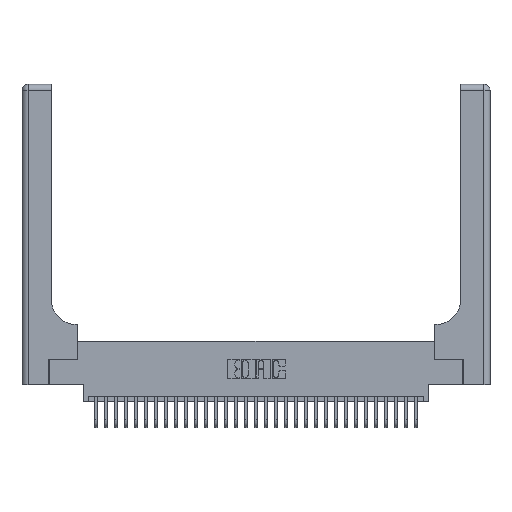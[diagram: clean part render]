
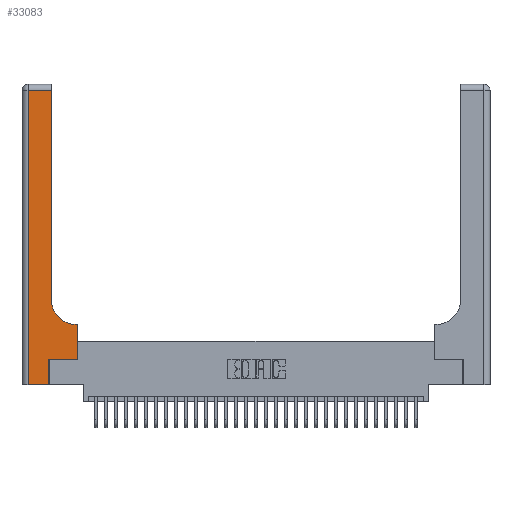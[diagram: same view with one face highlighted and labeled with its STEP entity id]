
A CAD part, top view. The second image highlights one B-rep face of the part: STEP entity #33083.
In plain terms, the highlighted planar face has unit normal (0, 0, 1).
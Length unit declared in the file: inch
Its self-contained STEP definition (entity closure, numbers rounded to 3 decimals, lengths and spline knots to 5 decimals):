
#133 = EDGE_CURVE ( 'NONE', #20820, #16120, #11469, .T. ) ;
#745 = CARTESIAN_POINT ( 'NONE',  ( 0.5415, 0.85, 0.37 ) ) ;
#1366 = CARTESIAN_POINT ( 'NONE',  ( 0.269, 0., 0.37 ) ) ;
#1840 = AXIS2_PLACEMENT_3D ( 'NONE', #745, #19132, #3413 ) ;
#2253 = CARTESIAN_POINT ( 'NONE',  ( 0.5585, 0.6, 0.37 ) ) ;
#2822 = DIRECTION ( 'NONE',  ( 1., 0., 0. ) ) ;
#2826 = CARTESIAN_POINT ( 'NONE',  ( 0.269, 0.25, 0.37 ) ) ;
#2983 = PLANE ( 'NONE',  #21281 ) ;
#3413 = DIRECTION ( 'NONE',  ( 1., 0., 0. ) ) ;
#3891 = VECTOR ( 'NONE', #2822, 39.37008 ) ;
#5472 = CARTESIAN_POINT ( 'NONE',  ( 0.269, 0.25, 0.37 ) ) ;
#5719 = VERTEX_POINT ( 'NONE', #22039 ) ;
#5820 = CARTESIAN_POINT ( 'NONE',  ( 0.2915, 2.94, 0.37 ) ) ;
#5989 = FACE_OUTER_BOUND ( 'NONE', #21430, .T. ) ;
#6052 = VERTEX_POINT ( 'NONE', #5820 ) ;
#7939 = DIRECTION ( 'NONE',  ( 0., 1., 0. ) ) ;
#8221 = ORIENTED_EDGE ( 'NONE', *, *, #133, .T. ) ;
#8237 = VERTEX_POINT ( 'NONE', #20037 ) ;
#8312 = DIRECTION ( 'NONE',  ( 0., 0., -1. ) ) ;
#10136 = VECTOR ( 'NONE', #31364, 39.37008 ) ;
#10658 = LINE ( 'NONE', #33747, #24598 ) ;
#10857 = CARTESIAN_POINT ( 'NONE',  ( 0., 3., 0.37 ) ) ;
#11270 = EDGE_CURVE ( 'NONE', #22525, #19890, #17866, .T. ) ;
#11469 = LINE ( 'NONE', #19488, #32450 ) ;
#11612 = CARTESIAN_POINT ( 'NONE',  ( 0.06, 0., 0.37 ) ) ;
#11821 = VECTOR ( 'NONE', #23420, 39.37008 ) ;
#11828 = DIRECTION ( 'NONE',  ( 1., 0., 0. ) ) ;
#11857 = VECTOR ( 'NONE', #7939, 39.37008 ) ;
#12954 = VERTEX_POINT ( 'NONE', #2253 ) ;
#12962 = CARTESIAN_POINT ( 'NONE',  ( 0.06, 3., 0.37 ) ) ;
#13552 = ORIENTED_EDGE ( 'NONE', *, *, #32256, .T. ) ;
#15016 = EDGE_CURVE ( 'NONE', #16120, #22525, #16842, .T. ) ;
#15158 = CIRCLE ( 'NONE', #1840, 0.25 ) ;
#15215 = DIRECTION ( 'NONE',  ( 0., 1., 0. ) ) ;
#15516 = EDGE_CURVE ( 'NONE', #5719, #8237, #15158, .T. ) ;
#15828 = CARTESIAN_POINT ( 'NONE',  ( 0.5585, 0.25, 0.37 ) ) ;
#15914 = EDGE_CURVE ( 'NONE', #8237, #6052, #10658, .T. ) ;
#16120 = VERTEX_POINT ( 'NONE', #18750 ) ;
#16256 = LINE ( 'NONE', #12962, #10136 ) ;
#16834 = ORIENTED_EDGE ( 'NONE', *, *, #11270, .T. ) ;
#16842 = LINE ( 'NONE', #1366, #29175 ) ;
#17866 = LINE ( 'NONE', #5472, #3891 ) ;
#18329 = DIRECTION ( 'NONE',  ( -1., 0., 0. ) ) ;
#18750 = CARTESIAN_POINT ( 'NONE',  ( 0.269, 0., 0.37 ) ) ;
#19132 = DIRECTION ( 'NONE',  ( 0., 0., -1. ) ) ;
#19293 = ORIENTED_EDGE ( 'NONE', *, *, #22480, .T. ) ;
#19488 = CARTESIAN_POINT ( 'NONE',  ( 0., 0., 0.37 ) ) ;
#19870 = DIRECTION ( 'NONE',  ( 0., 1., 0. ) ) ;
#19890 = VERTEX_POINT ( 'NONE', #24253 ) ;
#20037 = CARTESIAN_POINT ( 'NONE',  ( 0.2915, 0.85, 0.37 ) ) ;
#20558 = ORIENTED_EDGE ( 'NONE', *, *, #15516, .T. ) ;
#20820 = VERTEX_POINT ( 'NONE', #11612 ) ;
#21281 = AXIS2_PLACEMENT_3D ( 'NONE', #10857, #8312, #26653 ) ;
#21430 = EDGE_LOOP ( 'NONE', ( #26681, #33711, #13552, #8221, #22182, #16834, #32502, #19293, #20558 ) ) ;
#22039 = CARTESIAN_POINT ( 'NONE',  ( 0.5415, 0.6, 0.37 ) ) ;
#22182 = ORIENTED_EDGE ( 'NONE', *, *, #15016, .T. ) ;
#22480 = EDGE_CURVE ( 'NONE', #12954, #5719, #29927, .T. ) ;
#22525 = VERTEX_POINT ( 'NONE', #2826 ) ;
#23420 = DIRECTION ( 'NONE',  ( -1., 0., 0. ) ) ;
#24253 = CARTESIAN_POINT ( 'NONE',  ( 0.5585, 0.25, 0.37 ) ) ;
#24598 = VECTOR ( 'NONE', #15215, 39.37008 ) ;
#26653 = DIRECTION ( 'NONE',  ( -1., 0., 0. ) ) ;
#26681 = ORIENTED_EDGE ( 'NONE', *, *, #15914, .T. ) ;
#27232 = CARTESIAN_POINT ( 'NONE',  ( 0.06, 2.94, 0.37 ) ) ;
#28705 = CARTESIAN_POINT ( 'NONE',  ( 0., 2.94, 0.37 ) ) ;
#28815 = CARTESIAN_POINT ( 'NONE',  ( 0.2915, 0.6, 0.37 ) ) ;
#28953 = VERTEX_POINT ( 'NONE', #27232 ) ;
#29074 = VECTOR ( 'NONE', #18329, 39.37008 ) ;
#29175 = VECTOR ( 'NONE', #19870, 39.37008 ) ;
#29927 = LINE ( 'NONE', #28815, #29074 ) ;
#31265 = EDGE_CURVE ( 'NONE', #19890, #12954, #33645, .T. ) ;
#31364 = DIRECTION ( 'NONE',  ( 0., -1., 0. ) ) ;
#31719 = EDGE_CURVE ( 'NONE', #6052, #28953, #31967, .T. ) ;
#31967 = LINE ( 'NONE', #28705, #11821 ) ;
#32256 = EDGE_CURVE ( 'NONE', #28953, #20820, #16256, .T. ) ;
#32450 = VECTOR ( 'NONE', #11828, 39.37008 ) ;
#32502 = ORIENTED_EDGE ( 'NONE', *, *, #31265, .T. ) ;
#33083 = ADVANCED_FACE ( 'NONE', ( #5989 ), #2983, .F. ) ;
#33645 = LINE ( 'NONE', #15828, #11857 ) ;
#33711 = ORIENTED_EDGE ( 'NONE', *, *, #31719, .T. ) ;
#33747 = CARTESIAN_POINT ( 'NONE',  ( 0.2915, 3., 0.37 ) ) ;
